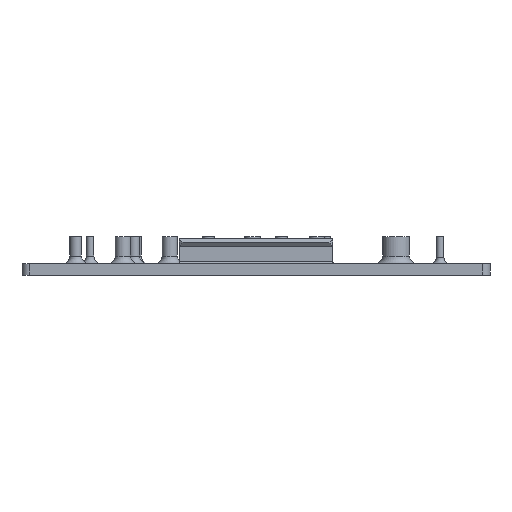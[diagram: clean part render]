
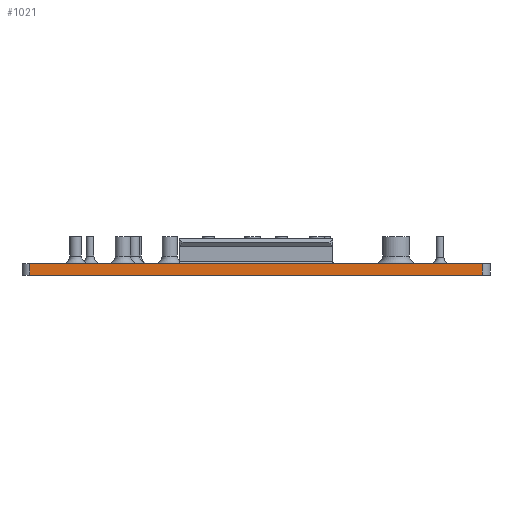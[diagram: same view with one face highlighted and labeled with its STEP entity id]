
A CAD part, front view. The second image highlights one B-rep face of the part: STEP entity #1021.
In plain terms, the highlighted planar face has unit normal (0, -1, 0).
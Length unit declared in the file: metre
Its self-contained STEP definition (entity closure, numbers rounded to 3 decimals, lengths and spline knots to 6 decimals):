
#169=ORIENTED_EDGE('',*,*,#392,.F.);
#170=ORIENTED_EDGE('',*,*,#411,.T.);
#171=ORIENTED_EDGE('',*,*,#407,.T.);
#172=ORIENTED_EDGE('',*,*,#410,.T.);
#392=EDGE_CURVE('',#516,#517,#594,.T.);
#407=EDGE_CURVE('',#532,#531,#606,.T.);
#410=EDGE_CURVE('',#531,#517,#608,.F.);
#411=EDGE_CURVE('',#516,#532,#609,.T.);
#516=VERTEX_POINT('',#1668);
#517=VERTEX_POINT('',#1670);
#531=VERTEX_POINT('',#1699);
#532=VERTEX_POINT('',#1701);
#594=LINE('',#1669,#653);
#606=LINE('',#1700,#665);
#608=LINE('',#1705,#667);
#609=LINE('',#1707,#668);
#653=VECTOR('',#1309,1.);
#665=VECTOR('',#1329,1.);
#667=VECTOR('',#1335,1.);
#668=VECTOR('',#1338,1.);
#729=EDGE_LOOP('',(#169,#170,#171,#172));
#864=FACE_BOUND('',#729,.T.);
#978=PLANE('',#1139);
#1021=ADVANCED_FACE('',(#864),#978,.F.);
#1139=AXIS2_PLACEMENT_3D('',#1709,#1340,#1341);
#1309=DIRECTION('',(1.,0.,0.));
#1329=DIRECTION('',(1.,0.,0.));
#1335=DIRECTION('',(0.,0.,-1.));
#1338=DIRECTION('',(0.,0.,-1.));
#1340=DIRECTION('',(0.,1.,0.));
#1341=DIRECTION('',(-1.,0.,0.));
#1668=CARTESIAN_POINT('',(-0.059,-0.062167,0.003));
#1669=CARTESIAN_POINT('',(0.,-0.062167,0.003));
#1670=CARTESIAN_POINT('',(0.059,-0.062167,0.003));
#1699=CARTESIAN_POINT('',(0.059,-0.062167,0.));
#1700=CARTESIAN_POINT('',(0.,-0.062167,0.));
#1701=CARTESIAN_POINT('',(-0.059,-0.062167,0.));
#1705=CARTESIAN_POINT('',(0.059,-0.062167,0.0166));
#1707=CARTESIAN_POINT('',(-0.059,-0.062167,0.0166));
#1709=CARTESIAN_POINT('',(0.,-0.062167,0.0166));
